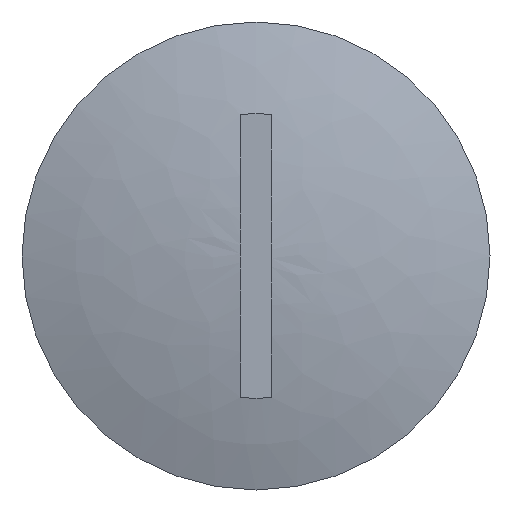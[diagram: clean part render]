
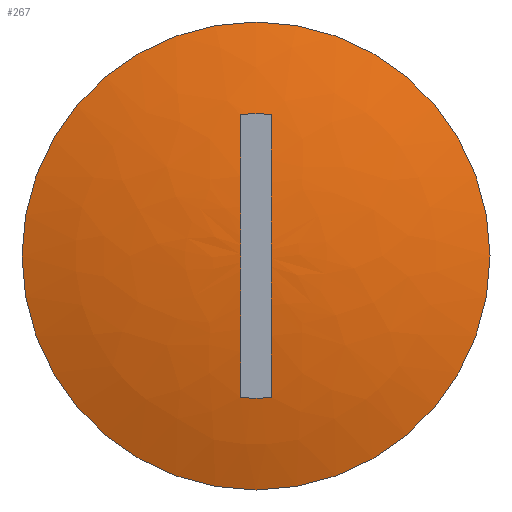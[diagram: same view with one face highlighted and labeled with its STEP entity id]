
A CAD part, left-side view. The second image highlights one B-rep face of the part: STEP entity #267.
In plain terms, the highlighted free-form (B-spline) face has degree [2, 2] with [3, 9] control points.
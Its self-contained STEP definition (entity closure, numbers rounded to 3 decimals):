
#28=(
BOUNDED_CURVE()
B_SPLINE_CURVE(2,(#1189,#1190,#1191),.UNSPECIFIED.,.F.,.F.)
B_SPLINE_CURVE_WITH_KNOTS((3,3),(1.247,1.368),
 .UNSPECIFIED.)
CURVE()
GEOMETRIC_REPRESENTATION_ITEM()
RATIONAL_B_SPLINE_CURVE((1.,0.996,0.995))
REPRESENTATION_ITEM('')
);
#29=(
BOUNDED_SURFACE()
B_SPLINE_SURFACE(2,2,((#1158,#1159,#1160,#1161,#1162,#1163,#1164,#1165,
#1166),(#1167,#1168,#1169,#1170,#1171,#1172,#1173,#1174,#1175),(#1176,#1177,
#1178,#1179,#1180,#1181,#1182,#1183,#1184)),.UNSPECIFIED.,.F.,.T.,.F.)
B_SPLINE_SURFACE_WITH_KNOTS((3,3),(3,2,2,2,3),(-1.531,-1.247),
(-3.142,-1.571,0.,1.571,3.142),
 .UNSPECIFIED.)
GEOMETRIC_REPRESENTATION_ITEM()
RATIONAL_B_SPLINE_SURFACE(((1.,0.707,1.,0.707,1.,
0.707,1.,0.707,1.),(0.99,0.7,
0.99,0.7,0.99,0.7,
0.99,0.7,0.99),(1.,0.707,
1.,0.707,1.,0.707,1.,0.707,1.)))
REPRESENTATION_ITEM('')
SURFACE()
);
#69=FACE_OUTER_BOUND('',#91,.T.);
#91=EDGE_LOOP('',(#225,#226,#227,#228,#229,#230,#231,#232,#233));
#110=CIRCLE('',#322,8.5);
#111=CIRCLE('',#323,8.5);
#112=CIRCLE('',#324,8.5);
#115=CIRCLE('',#330,13.985);
#116=CIRCLE('',#331,13.985);
#132=B_SPLINE_CURVE_WITH_KNOTS('',3,(#1111,#1112,#1113,#1114,#1115,#1116,
#1117,#1118,#1119,#1120,#1121,#1122,#1123,#1124,#1125),.UNSPECIFIED.,.F.,
 .F.,(4,2,2,3,2,2,4),(-0.806,-0.437,-0.219,
0.,0.219,0.437,0.806),.UNSPECIFIED.);
#133=B_SPLINE_CURVE_WITH_KNOTS('',3,(#1130,#1131,#1132,#1133,#1134,#1135,
#1136,#1137,#1138,#1139,#1140,#1141,#1142,#1143,#1144),.UNSPECIFIED.,.F.,
 .F.,(4,2,2,3,2,2,4),(-0.806,-0.437,-0.219,
0.,0.219,0.437,0.806),.UNSPECIFIED.);
#143=VERTEX_POINT('',#1109);
#144=VERTEX_POINT('',#1110);
#145=VERTEX_POINT('',#1128);
#146=VERTEX_POINT('',#1129);
#147=VERTEX_POINT('',#1147);
#150=VERTEX_POINT('',#1185);
#151=VERTEX_POINT('',#1186);
#171=EDGE_CURVE('',#143,#144,#132,.T.);
#173=EDGE_CURVE('',#145,#146,#133,.T.);
#175=EDGE_CURVE('',#146,#147,#110,.T.);
#176=EDGE_CURVE('',#144,#145,#111,.T.);
#177=EDGE_CURVE('',#147,#143,#112,.T.);
#180=EDGE_CURVE('',#150,#151,#115,.T.);
#181=EDGE_CURVE('',#151,#150,#116,.T.);
#182=EDGE_CURVE('',#151,#147,#28,.T.);
#225=ORIENTED_EDGE('',*,*,#180,.F.);
#226=ORIENTED_EDGE('',*,*,#181,.F.);
#227=ORIENTED_EDGE('',*,*,#182,.T.);
#228=ORIENTED_EDGE('',*,*,#177,.T.);
#229=ORIENTED_EDGE('',*,*,#171,.T.);
#230=ORIENTED_EDGE('',*,*,#176,.T.);
#231=ORIENTED_EDGE('',*,*,#173,.T.);
#232=ORIENTED_EDGE('',*,*,#175,.T.);
#233=ORIENTED_EDGE('',*,*,#182,.F.);
#267=ADVANCED_FACE('',(#69),#29,.F.);
#322=AXIS2_PLACEMENT_3D('',#1148,#377,#378);
#323=AXIS2_PLACEMENT_3D('',#1149,#379,#380);
#324=AXIS2_PLACEMENT_3D('',#1150,#381,#382);
#330=AXIS2_PLACEMENT_3D('',#1187,#393,#394);
#331=AXIS2_PLACEMENT_3D('',#1188,#395,#396);
#377=DIRECTION('center_axis',(1.,0.,0.));
#378=DIRECTION('ref_axis',(0.,0.,-1.));
#379=DIRECTION('center_axis',(1.,0.,0.));
#380=DIRECTION('ref_axis',(0.,0.,-1.));
#381=DIRECTION('center_axis',(1.,0.,0.));
#382=DIRECTION('ref_axis',(0.,0.,-1.));
#393=DIRECTION('center_axis',(1.,0.,0.));
#394=DIRECTION('ref_axis',(0.,0.,-1.));
#395=DIRECTION('center_axis',(1.,0.,0.));
#396=DIRECTION('ref_axis',(0.,0.,-1.));
#1109=CARTESIAN_POINT('',(-10.1,-0.925,8.45));
#1110=CARTESIAN_POINT('',(-10.1,-0.925,-8.45));
#1111=CARTESIAN_POINT('Ctrl Pts',(-10.1,-0.925,8.45));
#1112=CARTESIAN_POINT('Ctrl Pts',(-10.368,-0.925,
7.138));
#1113=CARTESIAN_POINT('Ctrl Pts',(-10.578,-0.925,
5.82));
#1114=CARTESIAN_POINT('Ctrl Pts',(-10.82,-0.925,
3.746));
#1115=CARTESIAN_POINT('Ctrl Pts',(-10.89,-0.925,
2.981));
#1116=CARTESIAN_POINT('Ctrl Pts',(-10.99,-0.925,1.472));
#1117=CARTESIAN_POINT('Ctrl Pts',(-11.023,-0.925,
0.729));
#1118=CARTESIAN_POINT('Ctrl Pts',(-11.023,-0.925,0.));
#1119=CARTESIAN_POINT('Ctrl Pts',(-11.023,-0.925,-0.729));
#1120=CARTESIAN_POINT('Ctrl Pts',(-10.99,-0.925,-1.472));
#1121=CARTESIAN_POINT('Ctrl Pts',(-10.89,-0.925,-2.981));
#1122=CARTESIAN_POINT('Ctrl Pts',(-10.82,-0.925,-3.746));
#1123=CARTESIAN_POINT('Ctrl Pts',(-10.578,-0.925,-5.82));
#1124=CARTESIAN_POINT('Ctrl Pts',(-10.368,-0.925,-7.138));
#1125=CARTESIAN_POINT('Ctrl Pts',(-10.1,-0.925,-8.45));
#1128=CARTESIAN_POINT('',(-10.1,0.925,-8.45));
#1129=CARTESIAN_POINT('',(-10.1,0.925,8.45));
#1130=CARTESIAN_POINT('Ctrl Pts',(-10.1,0.925,-8.45));
#1131=CARTESIAN_POINT('Ctrl Pts',(-10.368,0.925,-7.138));
#1132=CARTESIAN_POINT('Ctrl Pts',(-10.578,0.925,-5.82));
#1133=CARTESIAN_POINT('Ctrl Pts',(-10.82,0.925,-3.746));
#1134=CARTESIAN_POINT('Ctrl Pts',(-10.89,0.925,-2.981));
#1135=CARTESIAN_POINT('Ctrl Pts',(-10.99,0.925,-1.472));
#1136=CARTESIAN_POINT('Ctrl Pts',(-11.023,0.925,-0.729));
#1137=CARTESIAN_POINT('Ctrl Pts',(-11.023,0.925,0.));
#1138=CARTESIAN_POINT('Ctrl Pts',(-11.023,0.925,0.729));
#1139=CARTESIAN_POINT('Ctrl Pts',(-10.99,0.925,1.472));
#1140=CARTESIAN_POINT('Ctrl Pts',(-10.89,0.925,2.981));
#1141=CARTESIAN_POINT('Ctrl Pts',(-10.82,0.925,3.746));
#1142=CARTESIAN_POINT('Ctrl Pts',(-10.578,0.925,5.82));
#1143=CARTESIAN_POINT('Ctrl Pts',(-10.368,0.925,7.138));
#1144=CARTESIAN_POINT('Ctrl Pts',(-10.1,0.925,8.45));
#1147=CARTESIAN_POINT('',(-10.1,0.,8.5));
#1148=CARTESIAN_POINT('Origin',(-10.1,0.,0.));
#1149=CARTESIAN_POINT('Origin',(-10.1,0.,0.));
#1150=CARTESIAN_POINT('Origin',(-10.1,0.,0.));
#1158=CARTESIAN_POINT('Ctrl Pts',(-11.023,0.,0.925));
#1159=CARTESIAN_POINT('Ctrl Pts',(-11.023,-0.925,0.925));
#1160=CARTESIAN_POINT('Ctrl Pts',(-11.023,-0.925,0.));
#1161=CARTESIAN_POINT('Ctrl Pts',(-11.023,-0.925,-0.925));
#1162=CARTESIAN_POINT('Ctrl Pts',(-11.023,0.,-0.925));
#1163=CARTESIAN_POINT('Ctrl Pts',(-11.023,0.925,-0.925));
#1164=CARTESIAN_POINT('Ctrl Pts',(-11.023,0.925,0.));
#1165=CARTESIAN_POINT('Ctrl Pts',(-11.023,0.925,0.925));
#1166=CARTESIAN_POINT('Ctrl Pts',(-11.023,0.,0.925));
#1167=CARTESIAN_POINT('Ctrl Pts',(-10.757,0.,7.627));
#1168=CARTESIAN_POINT('Ctrl Pts',(-10.757,-7.627,7.627));
#1169=CARTESIAN_POINT('Ctrl Pts',(-10.757,-7.627,0.));
#1170=CARTESIAN_POINT('Ctrl Pts',(-10.757,-7.627,-7.627));
#1171=CARTESIAN_POINT('Ctrl Pts',(-10.757,0.,-7.627));
#1172=CARTESIAN_POINT('Ctrl Pts',(-10.757,7.627,-7.627));
#1173=CARTESIAN_POINT('Ctrl Pts',(-10.757,7.627,0.));
#1174=CARTESIAN_POINT('Ctrl Pts',(-10.757,7.627,7.627));
#1175=CARTESIAN_POINT('Ctrl Pts',(-10.757,0.,7.627));
#1176=CARTESIAN_POINT('Ctrl Pts',(-8.62,0.,13.985));
#1177=CARTESIAN_POINT('Ctrl Pts',(-8.62,-13.985,13.985));
#1178=CARTESIAN_POINT('Ctrl Pts',(-8.62,-13.985,0.));
#1179=CARTESIAN_POINT('Ctrl Pts',(-8.62,-13.985,-13.985));
#1180=CARTESIAN_POINT('Ctrl Pts',(-8.62,0.,-13.985));
#1181=CARTESIAN_POINT('Ctrl Pts',(-8.62,13.985,-13.985));
#1182=CARTESIAN_POINT('Ctrl Pts',(-8.62,13.985,0.));
#1183=CARTESIAN_POINT('Ctrl Pts',(-8.62,13.985,13.985));
#1184=CARTESIAN_POINT('Ctrl Pts',(-8.62,0.,13.985));
#1185=CARTESIAN_POINT('',(-8.62,13.985,0.));
#1186=CARTESIAN_POINT('',(-8.62,0.,13.985));
#1187=CARTESIAN_POINT('Origin',(-8.62,0.,0.));
#1188=CARTESIAN_POINT('Origin',(-8.62,0.,0.));
#1189=CARTESIAN_POINT('Ctrl Pts',(-8.62,0.,13.985));
#1190=CARTESIAN_POINT('Ctrl Pts',(-9.527,0.,11.288));
#1191=CARTESIAN_POINT('Ctrl Pts',(-10.1,0.,8.5));
